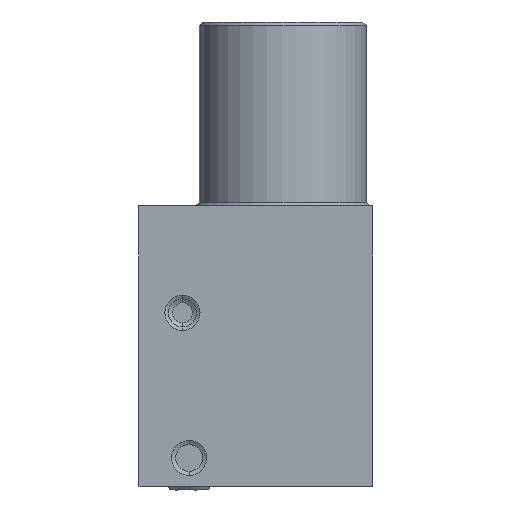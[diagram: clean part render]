
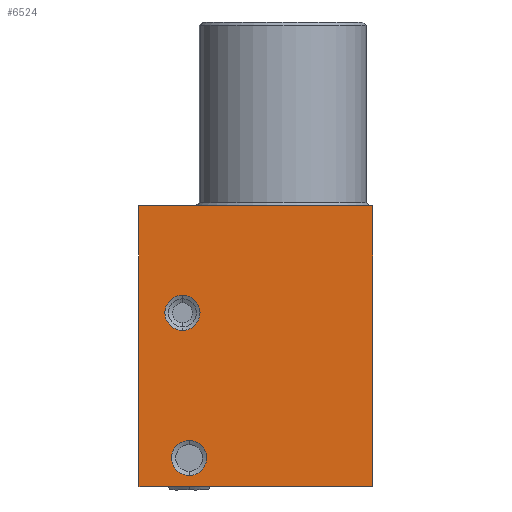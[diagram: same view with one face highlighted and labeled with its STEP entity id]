
A CAD part, left-side view. The second image highlights one B-rep face of the part: STEP entity #6524.
In plain terms, the highlighted planar face has unit normal (-1, 0, 0).
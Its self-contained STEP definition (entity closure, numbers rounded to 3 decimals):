
#442 = VERTEX_POINT ( 'NONE', #6650 ) ;
#458 = VERTEX_POINT ( 'NONE', #6649 ) ;
#648 = VERTEX_POINT ( 'NONE', #6561 ) ;
#761 = VERTEX_POINT ( 'NONE', #6568 ) ;
#772 = VERTEX_POINT ( 'NONE', #6616 ) ;
#782 = VERTEX_POINT ( 'NONE', #6703 ) ;
#786 = VERTEX_POINT ( 'NONE', #6718 ) ;
#826 = VERTEX_POINT ( 'NONE', #6675 ) ;
#1257 = DIRECTION ( 'NONE',  ( 0., 0., -1. ) ) ;
#1259 = DIRECTION ( 'NONE',  ( 1., 0., 0. ) ) ;
#1260 = CARTESIAN_POINT ( 'NONE',  ( -42.436, -22.115, 7.25 ) ) ;
#1343 = PLANE ( 'NONE',  #5312 ) ;
#1699 = CARTESIAN_POINT ( 'NONE',  ( -42.436, 12.885, 7.25 ) ) ;
#2298 = DIRECTION ( 'NONE',  ( 0., 0., 1. ) ) ;
#2301 = CARTESIAN_POINT ( 'NONE',  ( -42.436, 6.385, -8.75 ) ) ;
#2302 = DIRECTION ( 'NONE',  ( -1., 0., 0. ) ) ;
#2333 = CARTESIAN_POINT ( 'NONE',  ( -42.436, 6.385, -8.75 ) ) ;
#2336 = DIRECTION ( 'NONE',  ( -1., 0., 0. ) ) ;
#2337 = DIRECTION ( 'NONE',  ( 0., 0., 1. ) ) ;
#2363 = DIRECTION ( 'NONE',  ( 0., 0., -1. ) ) ;
#2364 = CARTESIAN_POINT ( 'NONE',  ( -42.436, -22.115, 7.25 ) ) ;
#2547 = CARTESIAN_POINT ( 'NONE',  ( -42.436, 5.385, -30.45 ) ) ;
#2548 = DIRECTION ( 'NONE',  ( 0., 0., 1. ) ) ;
#2554 = CARTESIAN_POINT ( 'NONE',  ( -42.436, -22.115, 7.25 ) ) ;
#2556 = DIRECTION ( 'NONE',  ( 0., -1., 0. ) ) ;
#2590 = DIRECTION ( 'NONE',  ( -1., 0., 0. ) ) ;
#2596 = DIRECTION ( 'NONE',  ( 0., 0., -1. ) ) ;
#2622 = CIRCLE ( 'NONE', #5494, 2.625 ) ;
#2738 = VECTOR ( 'NONE', #2556, 1000. ) ;
#2753 = VECTOR ( 'NONE', #2363, 1000. ) ;
#2773 = LINE ( 'NONE', #2364, #2753 ) ;
#2819 = CIRCLE ( 'NONE', #5487, 2.625 ) ;
#2840 = EDGE_LOOP ( 'NONE', ( #3147, #3073, #3160, #3288 ) ) ;
#2871 = LINE ( 'NONE', #2554, #2738 ) ;
#2908 = VECTOR ( 'NONE', #4184, 1000. ) ;
#2918 = CIRCLE ( 'NONE', #5517, 2.625 ) ;
#2960 = EDGE_LOOP ( 'NONE', ( #3036, #3042 ) ) ;
#3036 = ORIENTED_EDGE ( 'NONE', *, *, #5971, .F. ) ;
#3042 = ORIENTED_EDGE ( 'NONE', *, *, #5930, .F. ) ;
#3073 = ORIENTED_EDGE ( 'NONE', *, *, #6029, .F. ) ;
#3079 = ORIENTED_EDGE ( 'NONE', *, *, #6030, .F. ) ;
#3147 = ORIENTED_EDGE ( 'NONE', *, *, #5959, .T. ) ;
#3151 = EDGE_LOOP ( 'NONE', ( #3421, #3079 ) ) ;
#3160 = ORIENTED_EDGE ( 'NONE', *, *, #6020, .F. ) ;
#3230 = VECTOR ( 'NONE', #2596, 1000. ) ;
#3231 = LINE ( 'NONE', #4185, #2908 ) ;
#3288 = ORIENTED_EDGE ( 'NONE', *, *, #6005, .T. ) ;
#3312 = CIRCLE ( 'NONE', #5539, 2.625 ) ;
#3363 = LINE ( 'NONE', #1699, #3230 ) ;
#3421 = ORIENTED_EDGE ( 'NONE', *, *, #6040, .F. ) ;
#4098 = DIRECTION ( 'NONE',  ( 0., 0., 1. ) ) ;
#4164 = CARTESIAN_POINT ( 'NONE',  ( -42.436, 5.385, -30.45 ) ) ;
#4171 = DIRECTION ( 'NONE',  ( -1., 0., 0. ) ) ;
#4184 = DIRECTION ( 'NONE',  ( 0., -1., 0. ) ) ;
#4185 = CARTESIAN_POINT ( 'NONE',  ( -42.436, -22.115, -34.75 ) ) ;
#4636 = FACE_BOUND ( 'NONE', #3151, .T. ) ;
#4639 = FACE_OUTER_BOUND ( 'NONE', #2840, .T. ) ;
#4640 = FACE_BOUND ( 'NONE', #2960, .T. ) ;
#5312 = AXIS2_PLACEMENT_3D ( 'NONE', #1260, #1259, #1257 ) ;
#5487 = AXIS2_PLACEMENT_3D ( 'NONE', #2333, #2336, #2337 ) ;
#5494 = AXIS2_PLACEMENT_3D ( 'NONE', #2301, #2302, #2298 ) ;
#5517 = AXIS2_PLACEMENT_3D ( 'NONE', #2547, #2590, #2548 ) ;
#5539 = AXIS2_PLACEMENT_3D ( 'NONE', #4164, #4171, #4098 ) ;
#5930 = EDGE_CURVE ( 'NONE', #761, #826, #3312, .T. ) ;
#5959 = EDGE_CURVE ( 'NONE', #786, #772, #3231, .T. ) ;
#5971 = EDGE_CURVE ( 'NONE', #826, #761, #2918, .T. ) ;
#6005 = EDGE_CURVE ( 'NONE', #782, #786, #3363, .T. ) ;
#6020 = EDGE_CURVE ( 'NONE', #782, #442, #2871, .T. ) ;
#6029 = EDGE_CURVE ( 'NONE', #442, #772, #2773, .T. ) ;
#6030 = EDGE_CURVE ( 'NONE', #648, #458, #2622, .T. ) ;
#6040 = EDGE_CURVE ( 'NONE', #458, #648, #2819, .T. ) ;
#6524 = ADVANCED_FACE ( 'NONE', ( #4640, #4636, #4639 ), #1343, .F. ) ;
#6561 = CARTESIAN_POINT ( 'NONE',  ( -42.436, 6.385, -11.375 ) ) ;
#6568 = CARTESIAN_POINT ( 'NONE',  ( -42.436, 5.385, -33.075 ) ) ;
#6616 = CARTESIAN_POINT ( 'NONE',  ( -42.436, -22.115, -34.75 ) ) ;
#6649 = CARTESIAN_POINT ( 'NONE',  ( -42.436, 6.385, -6.125 ) ) ;
#6650 = CARTESIAN_POINT ( 'NONE',  ( -42.436, -22.115, 7.25 ) ) ;
#6675 = CARTESIAN_POINT ( 'NONE',  ( -42.436, 5.385, -27.825 ) ) ;
#6703 = CARTESIAN_POINT ( 'NONE',  ( -42.436, 12.885, 7.25 ) ) ;
#6718 = CARTESIAN_POINT ( 'NONE',  ( -42.436, 12.885, -34.75 ) ) ;
